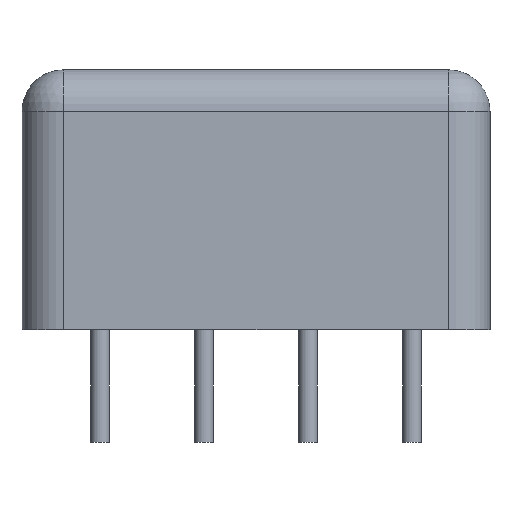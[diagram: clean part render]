
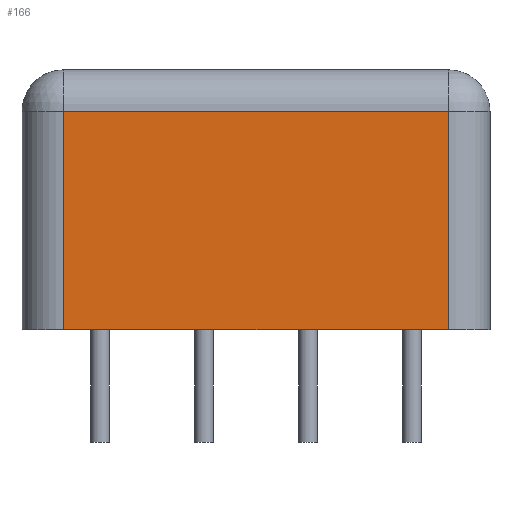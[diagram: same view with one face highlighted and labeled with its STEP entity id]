
A CAD part, front view. The second image highlights one B-rep face of the part: STEP entity #166.
In plain terms, the highlighted planar face has unit normal (0, -1, 0).
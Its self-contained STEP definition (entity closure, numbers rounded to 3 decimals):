
#166=ADVANCED_FACE('',(#480),#482,.T.);
#480=FACE_BOUND('',#481,.T.);
#481=EDGE_LOOP('',(#678,#679,#680,#681));
#482=PLANE('',#483);
#483=AXIS2_PLACEMENT_3D('',#484,#485,#486);
#484=CARTESIAN_POINT('',(-9.25,-6.25,0.));
#485=DIRECTION('',(0.,-1.,0.));
#486=DIRECTION('',(1.,0.,0.));
#678=ORIENTED_EDGE('',*,*,#769,.F.);
#679=ORIENTED_EDGE('',*,*,#770,.F.);
#680=ORIENTED_EDGE('',*,*,#741,.T.);
#681=ORIENTED_EDGE('',*,*,#768,.T.);
#741=EDGE_CURVE('',#797,#795,#798,.T.);
#768=EDGE_CURVE('',#795,#846,#848,.T.);
#769=EDGE_CURVE('',#849,#846,#850,.T.);
#770=EDGE_CURVE('',#797,#849,#851,.T.);
#795=VERTEX_POINT('',#888);
#797=VERTEX_POINT('',#893);
#798=LINE('',#894,#895);
#846=VERTEX_POINT('',#1013);
#848=LINE('',#1018,#1019);
#849=VERTEX_POINT('',#1021);
#850=LINE('',#1022,#1023);
#851=LINE('',#1025,#1026);
#888=CARTESIAN_POINT('',(9.25,-6.25,0.));
#893=CARTESIAN_POINT('',(-9.25,-6.25,0.));
#894=CARTESIAN_POINT('',(-9.25,-6.25,0.));
#895=VECTOR('',#896,1.);
#896=DIRECTION('',(1.,0.,0.));
#1013=CARTESIAN_POINT('',(9.25,-6.25,10.5));
#1018=CARTESIAN_POINT('',(9.25,-6.25,0.));
#1019=VECTOR('',#1020,1.);
#1020=DIRECTION('',(0.,0.,1.));
#1021=CARTESIAN_POINT('',(-9.25,-6.25,10.5));
#1022=CARTESIAN_POINT('',(-9.25,-6.25,10.5));
#1023=VECTOR('',#1024,1.);
#1024=DIRECTION('',(1.,0.,0.));
#1025=CARTESIAN_POINT('',(-9.25,-6.25,0.));
#1026=VECTOR('',#1027,1.);
#1027=DIRECTION('',(0.,0.,1.));
